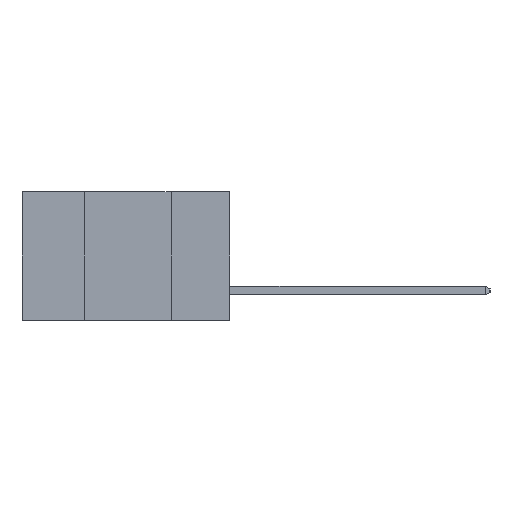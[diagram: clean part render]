
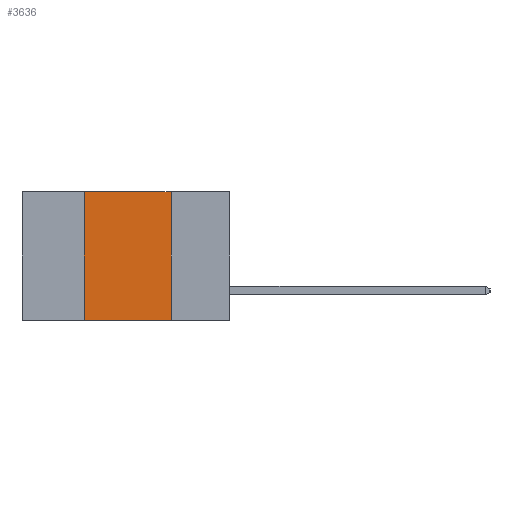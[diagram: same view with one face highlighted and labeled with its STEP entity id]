
A CAD part, left-side view. The second image highlights one B-rep face of the part: STEP entity #3636.
In plain terms, the highlighted planar face has unit normal (-1, 0, 0).
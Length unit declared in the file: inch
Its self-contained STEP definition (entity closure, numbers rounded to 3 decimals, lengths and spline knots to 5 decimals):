
#665 = EDGE_LOOP ( 'NONE', ( #19129, #6457, #15943, #17769 ) ) ;
#945 = VECTOR ( 'NONE', #2157, 39.37008 ) ;
#1811 = EDGE_CURVE ( 'NONE', #3835, #4511, #7479, .T. ) ;
#2157 = DIRECTION ( 'NONE',  ( 0., 0., 1. ) ) ;
#2234 = LINE ( 'NONE', #16866, #13776 ) ;
#2525 = CARTESIAN_POINT ( 'NONE',  ( 0., 0.17, 0. ) ) ;
#2870 = VECTOR ( 'NONE', #17966, 39.37008 ) ;
#2903 = DIRECTION ( 'NONE',  ( 0., 0., -1. ) ) ;
#3636 = ADVANCED_FACE ( 'NONE', ( #16143 ), #16277, .F. ) ;
#3835 = VERTEX_POINT ( 'NONE', #15480 ) ;
#4096 = DIRECTION ( 'NONE',  ( 0., 0., -1. ) ) ;
#4511 = VERTEX_POINT ( 'NONE', #15054 ) ;
#5624 = EDGE_CURVE ( 'NONE', #7171, #3835, #9117, .T. ) ;
#5674 = CARTESIAN_POINT ( 'NONE',  ( 0., 0.42, 0. ) ) ;
#5750 = VERTEX_POINT ( 'NONE', #15521 ) ;
#6457 = ORIENTED_EDGE ( 'NONE', *, *, #1811, .F. ) ;
#7171 = VERTEX_POINT ( 'NONE', #15832 ) ;
#7479 = LINE ( 'NONE', #16877, #2870 ) ;
#9117 = LINE ( 'NONE', #5674, #945 ) ;
#9229 = EDGE_CURVE ( 'NONE', #7171, #5750, #2234, .T. ) ;
#12617 = AXIS2_PLACEMENT_3D ( 'NONE', #16894, #13668, #2903 ) ;
#13668 = DIRECTION ( 'NONE',  ( 1., 0., 0. ) ) ;
#13776 = VECTOR ( 'NONE', #16673, 39.37008 ) ;
#15054 = CARTESIAN_POINT ( 'NONE',  ( 0., 0.17, 0. ) ) ;
#15476 = LINE ( 'NONE', #2525, #19367 ) ;
#15480 = CARTESIAN_POINT ( 'NONE',  ( 0., 0.42, 0. ) ) ;
#15521 = CARTESIAN_POINT ( 'NONE',  ( 0., 0.17, -0.37 ) ) ;
#15832 = CARTESIAN_POINT ( 'NONE',  ( 0., 0.42, -0.37 ) ) ;
#15943 = ORIENTED_EDGE ( 'NONE', *, *, #5624, .F. ) ;
#16143 = FACE_OUTER_BOUND ( 'NONE', #665, .T. ) ;
#16277 = PLANE ( 'NONE',  #12617 ) ;
#16673 = DIRECTION ( 'NONE',  ( 0., -1., 0. ) ) ;
#16866 = CARTESIAN_POINT ( 'NONE',  ( 0., 0.6, -0.37 ) ) ;
#16877 = CARTESIAN_POINT ( 'NONE',  ( 0., 0.6, 0. ) ) ;
#16894 = CARTESIAN_POINT ( 'NONE',  ( 0., 0.6, 0. ) ) ;
#17769 = ORIENTED_EDGE ( 'NONE', *, *, #9229, .T. ) ;
#17966 = DIRECTION ( 'NONE',  ( 0., -1., 0. ) ) ;
#19129 = ORIENTED_EDGE ( 'NONE', *, *, #19374, .F. ) ;
#19367 = VECTOR ( 'NONE', #4096, 39.37008 ) ;
#19374 = EDGE_CURVE ( 'NONE', #4511, #5750, #15476, .T. ) ;
